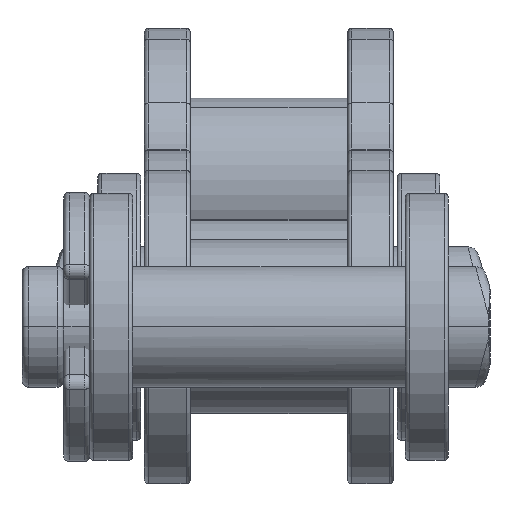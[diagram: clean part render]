
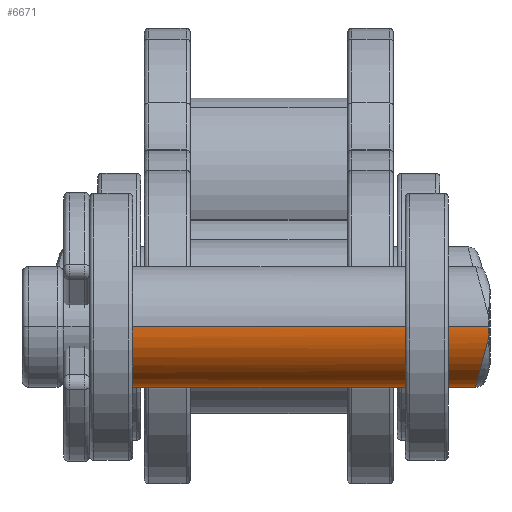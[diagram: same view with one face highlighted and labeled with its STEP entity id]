
A CAD part, left-side view. The second image highlights one B-rep face of the part: STEP entity #6671.
In plain terms, the highlighted cylindrical face has radius 1.142 mm (diameter 2.285 mm), a partial arc.
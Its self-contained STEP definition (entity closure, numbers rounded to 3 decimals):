
#69 = ORIENTED_EDGE ( 'NONE', *, *, #11834, .T. ) ;
#178 = AXIS2_PLACEMENT_3D ( 'NONE', #10223, #6309, #8240 ) ;
#377 = DIRECTION ( 'NONE',  ( 0., 0., 1. ) ) ;
#951 = DIRECTION ( 'NONE',  ( 0., -1., 0. ) ) ;
#1041 = ORIENTED_EDGE ( 'NONE', *, *, #10478, .T. ) ;
#1352 = CARTESIAN_POINT ( 'NONE',  ( 1.142, 3.763, 0.581 ) ) ;
#1395 = DIRECTION ( 'NONE',  ( 0., 0., -1. ) ) ;
#1422 =( BOUNDED_CURVE ( )  B_SPLINE_CURVE ( 3, ( #2543, #4572, #4610, #9366 ),
 .UNSPECIFIED., .F., .F. ) 
 B_SPLINE_CURVE_WITH_KNOTS ( ( 4, 4 ),
 ( 4.886, 6.283 ),
 .UNSPECIFIED. ) 
 CURVE ( )  GEOMETRIC_REPRESENTATION_ITEM ( )  RATIONAL_B_SPLINE_CURVE ( ( 1., 0.844, 0.844, 1. ) ) 
 REPRESENTATION_ITEM ( '' )  );
#1503 = DIRECTION ( 'NONE',  ( 0., -1., 0. ) ) ;
#1562 = DIRECTION ( 'NONE',  ( 0., 1., 0. ) ) ;
#2073 = EDGE_CURVE ( 'NONE', #11997, #4464, #11002, .T. ) ;
#2192 = CARTESIAN_POINT ( 'NONE',  ( 0.197, 4.013, -1.125 ) ) ;
#2248 = AXIS2_PLACEMENT_3D ( 'NONE', #11909, #3169, #377 ) ;
#2287 = CARTESIAN_POINT ( 'NONE',  ( 0., 4.039, 0. ) ) ;
#2373 = CYLINDRICAL_SURFACE ( 'NONE', #8226, 1.142 ) ;
#2457 = CARTESIAN_POINT ( 'NONE',  ( 0., 4.039, -1.142 ) ) ;
#2543 = CARTESIAN_POINT ( 'NONE',  ( 0.197, 4.013, -1.125 ) ) ;
#2923 = CARTESIAN_POINT ( 'NONE',  ( 0., -3.465, 1.142 ) ) ;
#3169 = DIRECTION ( 'NONE',  ( 0., -1., 0. ) ) ;
#3170 = CARTESIAN_POINT ( 'NONE',  ( 0.769, 3.862, 1.025 ) ) ;
#3530 = CARTESIAN_POINT ( 'NONE',  ( 1.142, 3.763, 0. ) ) ;
#3571 = VERTEX_POINT ( 'NONE', #11108 ) ;
#3904 = LINE ( 'NONE', #5683, #5835 ) ;
#3933 = CIRCLE ( 'NONE', #6113, 1.142 ) ;
#4066 = CIRCLE ( 'NONE', #178, 1.142 ) ;
#4400 = ORIENTED_EDGE ( 'NONE', *, *, #8810, .F. ) ;
#4464 = VERTEX_POINT ( 'NONE', #6160 ) ;
#4572 = CARTESIAN_POINT ( 'NONE',  ( 0.769, 3.862, -1.025 ) ) ;
#4594 = EDGE_CURVE ( 'NONE', #11850, #6734, #1422, .T. ) ;
#4610 = CARTESIAN_POINT ( 'NONE',  ( 1.142, 3.763, -0.581 ) ) ;
#4694 = EDGE_CURVE ( 'NONE', #4464, #6429, #3904, .T. ) ;
#5198 = VECTOR ( 'NONE', #1503, 1000. ) ;
#5245 = CARTESIAN_POINT ( 'NONE',  ( 0.197, 4.013, 1.125 ) ) ;
#5683 = CARTESIAN_POINT ( 'NONE',  ( 0., 4.039, 1.142 ) ) ;
#5835 = VECTOR ( 'NONE', #951, 1000. ) ;
#6113 = AXIS2_PLACEMENT_3D ( 'NONE', #6351, #1562, #8414 ) ;
#6118 = ORIENTED_EDGE ( 'NONE', *, *, #4694, .T. ) ;
#6160 = CARTESIAN_POINT ( 'NONE',  ( 0., 4.013, 1.142 ) ) ;
#6309 = DIRECTION ( 'NONE',  ( 0., -1., 0. ) ) ;
#6351 = CARTESIAN_POINT ( 'NONE',  ( 0., -3.465, 0. ) ) ;
#6429 = VERTEX_POINT ( 'NONE', #2923 ) ;
#6671 = ADVANCED_FACE ( 'NONE', ( #10492 ), #2373, .T. ) ;
#6734 = VERTEX_POINT ( 'NONE', #3530 ) ;
#6816 = ORIENTED_EDGE ( 'NONE', *, *, #10347, .T. ) ;
#7008 = CARTESIAN_POINT ( 'NONE',  ( 0.197, 4.013, 1.125 ) ) ;
#7013 = CARTESIAN_POINT ( 'NONE',  ( 0., -3.465, -1.142 ) ) ;
#7071 = ORIENTED_EDGE ( 'NONE', *, *, #4594, .T. ) ;
#7133 = DIRECTION ( 'NONE',  ( 0., -1., 0. ) ) ;
#8226 = AXIS2_PLACEMENT_3D ( 'NONE', #2287, #7133, #1395 ) ;
#8240 = DIRECTION ( 'NONE',  ( 0., 0., 1. ) ) ;
#8314 = VERTEX_POINT ( 'NONE', #7013 ) ;
#8414 = DIRECTION ( 'NONE',  ( 0., 0., 1. ) ) ;
#8691 = EDGE_LOOP ( 'NONE', ( #9529, #6118, #6816, #4400, #1041, #7071, #69 ) ) ;
#8810 = EDGE_CURVE ( 'NONE', #3571, #8314, #11224, .T. ) ;
#8910 = CARTESIAN_POINT ( 'NONE',  ( 1.142, 3.763, 0. ) ) ;
#9366 = CARTESIAN_POINT ( 'NONE',  ( 1.142, 3.763, 0. ) ) ;
#9529 = ORIENTED_EDGE ( 'NONE', *, *, #2073, .T. ) ;
#10223 = CARTESIAN_POINT ( 'NONE',  ( 0., 4.013, 0. ) ) ;
#10347 = EDGE_CURVE ( 'NONE', #6429, #8314, #3933, .T. ) ;
#10478 = EDGE_CURVE ( 'NONE', #3571, #11850, #4066, .T. ) ;
#10492 = FACE_OUTER_BOUND ( 'NONE', #8691, .T. ) ;
#11002 = CIRCLE ( 'NONE', #2248, 1.142 ) ;
#11108 = CARTESIAN_POINT ( 'NONE',  ( 0., 4.013, -1.142 ) ) ;
#11224 = LINE ( 'NONE', #2457, #5198 ) ;
#11834 = EDGE_CURVE ( 'NONE', #6734, #11997, #12219, .T. ) ;
#11850 = VERTEX_POINT ( 'NONE', #2192 ) ;
#11909 = CARTESIAN_POINT ( 'NONE',  ( 0., 4.013, 0. ) ) ;
#11997 = VERTEX_POINT ( 'NONE', #5245 ) ;
#12219 =( BOUNDED_CURVE ( )  B_SPLINE_CURVE ( 3, ( #8910, #1352, #3170, #7008 ),
 .UNSPECIFIED., .F., .F. ) 
 B_SPLINE_CURVE_WITH_KNOTS ( ( 4, 4 ),
 ( 0., 1.398 ),
 .UNSPECIFIED. ) 
 CURVE ( )  GEOMETRIC_REPRESENTATION_ITEM ( )  RATIONAL_B_SPLINE_CURVE ( ( 1., 0.844, 0.844, 1. ) ) 
 REPRESENTATION_ITEM ( '' )  );
